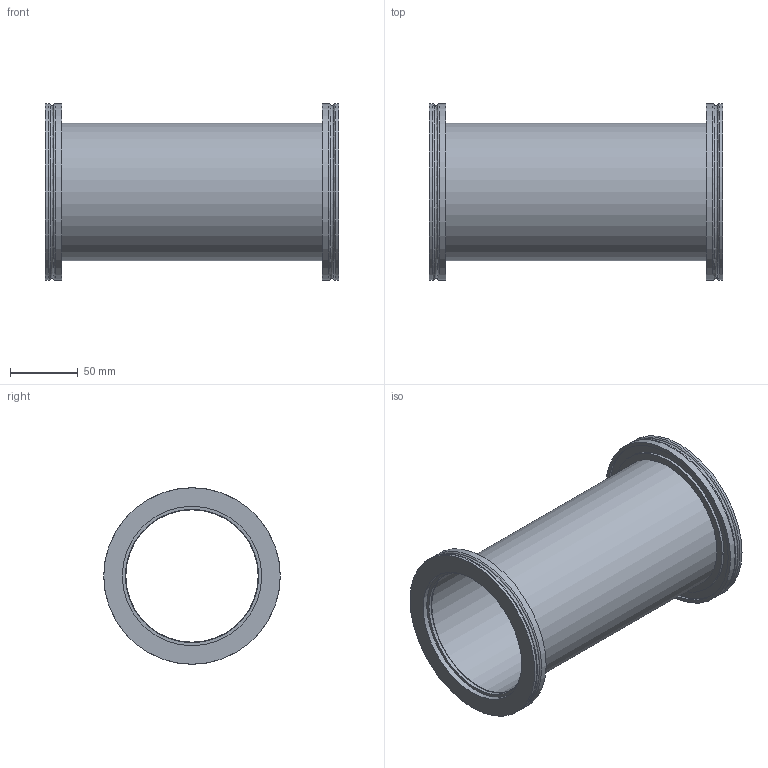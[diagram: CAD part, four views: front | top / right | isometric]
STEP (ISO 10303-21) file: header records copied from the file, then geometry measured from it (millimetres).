
FILE_DESCRIPTION (( 'STEP AP214' ), '1' );
FILE_NAME ('P1ISOK100216 FULLVAC.STEP', '2019-09-24T13:22:33', ( '' ), ( '' ), 'SwSTEP 2.0', 'SolidWorks 2017', '' );
FILE_SCHEMA (( 'AUTOMOTIVE_DESIGN' ));
Length unit declared in the file: millimetre
Products named in the file (3): P1ISOK100216 FULLVAC; 2^P1ISOK100216; 1^P1ISOK100216
Assembly tree (3 placements, depth 2):
  P1ISOK100216 FULLVAC
    1^P1ISOK100216
    2^P1ISOK100216  x2
Bounding box: 215.9 x 130 x 130 mm (x, y, z)
Volume: 244911.3 mm3; surface area: 172545.9 mm2
Topology: 3 solids, 3 shells, 40 faces, 76 edges, 50 vertices
Faces by surface type: cylinder 16, plane 14, bspline 8, cone 2
Full cylindrical faces by diameter (mm): 97.4 x1, 98.3 x2, 101.6 x3, 102.7 x2, 112.3 x2, 125 x2, 130 x4
Entity records: 906 total; most frequent: CARTESIAN_POINT 186, DIRECTION 90, AXIS2_PLACEMENT_3D 45, ORIENTED_EDGE 44, EDGE_LOOP 44, FACE_OUTER_BOUND 35, UNCERTAINTY_MEASURE_WITH_UNIT 29, SURFACE_STYLE_USAGE 26
